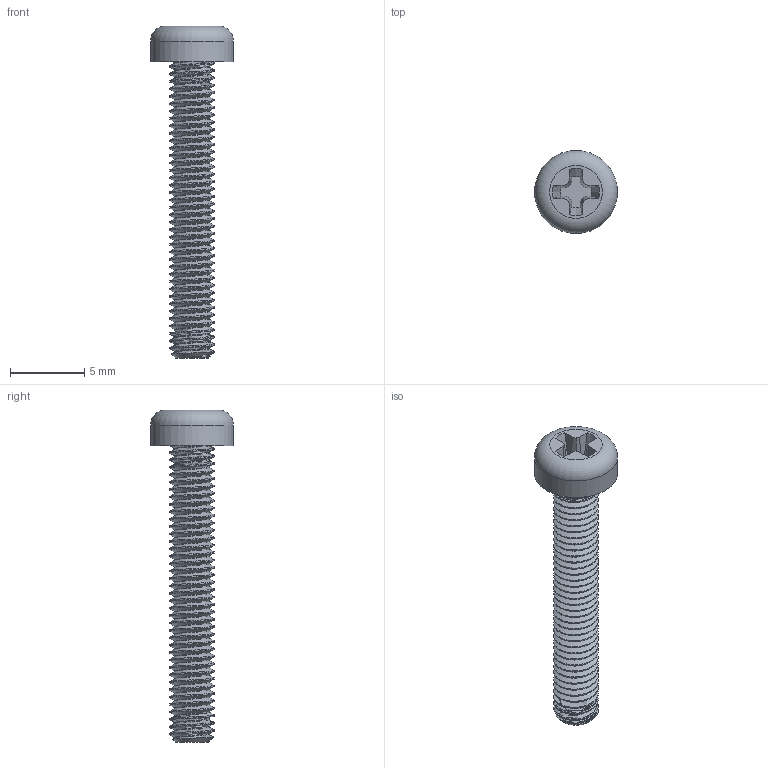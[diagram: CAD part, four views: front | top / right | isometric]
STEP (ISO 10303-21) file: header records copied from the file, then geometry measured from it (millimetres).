
FILE_DESCRIPTION(/* description */ ('STEP AP203'),/* implementation_level */ '2;1');
FILE_NAME(/* name */ 'screws_20mm_m3x0.5_ext.stp',/* time_stamp */ '2022-12-09T16:30:10+01:00',/* author */ ('Rik Ubaghs'),/* organization */ ('Microsoft'),/* preprocessor_version */ 'ST-DEVELOPER v18.1',/* originating_system */ 'Autodesk Inventor 2021',/* authorisation */ '');
FILE_SCHEMA (('AUTOMOTIVE_DESIGN { 1 0 10303 214 3 1 1 }'));
Length unit declared in the file: millimetre
Products named in the file (1): Bolts_20mm_M3x0.5_ext
Bounding box: 5.6 x 5.6 x 22.4 mm (x, y, z)
Volume: 162.5 mm3; surface area: 394.5 mm2
Topology: 1 solids, 1 shells, 110 faces, 323 edges, 217 vertices
Faces by surface type: cylinder 82, plane 20, cone 5, bspline 2, torus 1
Full cylindrical faces by diameter (mm): 2.355 x40, 3 x38, 5.6 x1
Entity records: 13587 total; most frequent: CARTESIAN_POINT 11034, ORIENTED_EDGE 646, DIRECTION 389, EDGE_CURVE 323, VERTEX_POINT 217, AXIS2_PLACEMENT_3D 132, LINE 125, VECTOR 125
